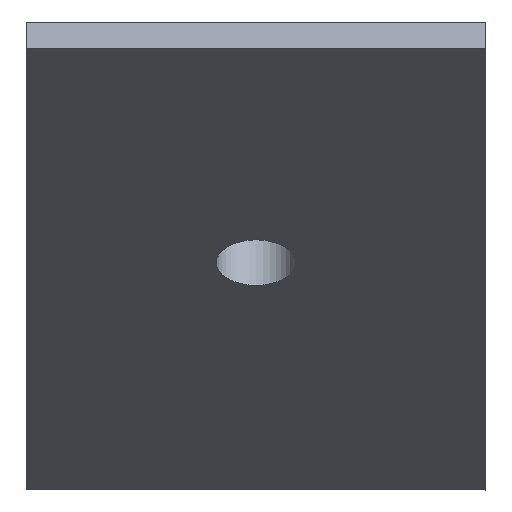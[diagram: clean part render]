
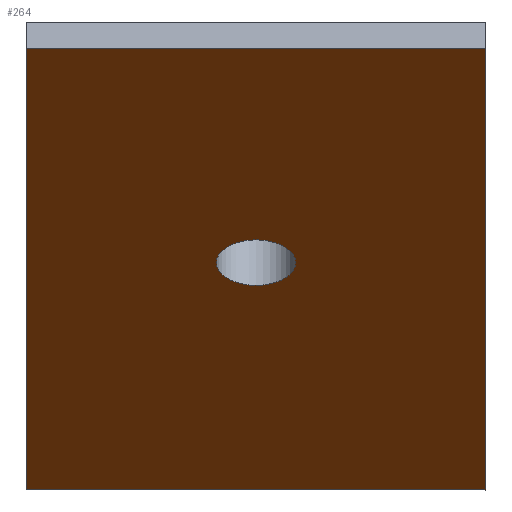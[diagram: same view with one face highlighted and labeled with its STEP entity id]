
A CAD part, front view. The second image highlights one B-rep face of the part: STEP entity #264.
In plain terms, the highlighted planar face has unit normal (0, -0.574, -0.819).
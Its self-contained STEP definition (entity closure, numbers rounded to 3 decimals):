
#114 = VERTEX_POINT('',#115);
#115 = CARTESIAN_POINT('',(9.85,6.689,-35.779)
  );
#121 = EDGE_CURVE('',#122,#114,#124,.T.);
#122 = VERTEX_POINT('',#123);
#123 = CARTESIAN_POINT('',(9.85,-20.337,
    -16.855));
#124 = LINE('',#125,#126);
#125 = CARTESIAN_POINT('',(9.85,-21.975,
    -15.708));
#126 = VECTOR('',#127,1.);
#127 = DIRECTION('',(0.,0.819,-0.574));
#144 = VERTEX_POINT('',#145);
#145 = CARTESIAN_POINT('',(-9.85,-20.337,-16.855
    ));
#153 = EDGE_CURVE('',#144,#122,#154,.T.);
#154 = LINE('',#155,#156);
#155 = CARTESIAN_POINT('',(-9.85,-20.337,-16.855
    ));
#156 = VECTOR('',#157,1.);
#157 = DIRECTION('',(1.,0.,0.));
#209 = VERTEX_POINT('',#210);
#210 = CARTESIAN_POINT('',(-9.85,6.689,
    -35.779));
#227 = EDGE_CURVE('',#209,#144,#228,.T.);
#228 = LINE('',#229,#230);
#229 = CARTESIAN_POINT('',(-9.85,6.689,
    -35.779));
#230 = VECTOR('',#231,1.);
#231 = DIRECTION('',(0.,-0.819,0.574));
#264 = ADVANCED_FACE('',(#265,#276),#287,.T.);
#265 = FACE_BOUND('',#266,.T.);
#266 = EDGE_LOOP('',(#267,#268,#274,#275));
#267 = ORIENTED_EDGE('',*,*,#227,.F.);
#268 = ORIENTED_EDGE('',*,*,#269,.F.);
#269 = EDGE_CURVE('',#114,#209,#270,.T.);
#270 = LINE('',#271,#272);
#271 = CARTESIAN_POINT('',(9.85,6.689,-35.779)
  );
#272 = VECTOR('',#273,1.);
#273 = DIRECTION('',(-1.,0.,0.));
#274 = ORIENTED_EDGE('',*,*,#121,.F.);
#275 = ORIENTED_EDGE('',*,*,#153,.F.);
#276 = FACE_BOUND('',#277,.T.);
#277 = EDGE_LOOP('',(#278));
#278 = ORIENTED_EDGE('',*,*,#279,.F.);
#279 = EDGE_CURVE('',#280,#280,#282,.T.);
#280 = VERTEX_POINT('',#281);
#281 = CARTESIAN_POINT('',(1.7,-7.238,
    -26.027));
#282 = CIRCLE('',#283,1.7);
#283 = AXIS2_PLACEMENT_3D('',#284,#285,#286);
#284 = CARTESIAN_POINT('',(0.,-7.238,
    -26.027));
#285 = DIRECTION('',(0.,-0.574,-0.819)
  );
#286 = DIRECTION('',(1.,0.,0.));
#287 = PLANE('',#288);
#288 = AXIS2_PLACEMENT_3D('',#289,#290,#291);
#289 = CARTESIAN_POINT('',(0.,-7.643,
    -25.743));
#290 = DIRECTION('',(0.,-0.574,-0.819)
  );
#291 = DIRECTION('',(0.,-0.819,0.574));
